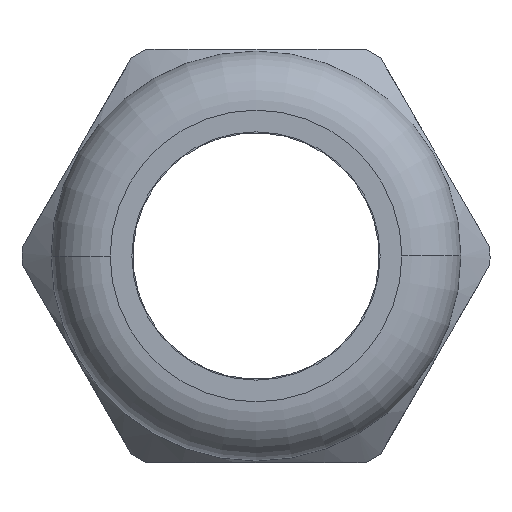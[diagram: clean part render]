
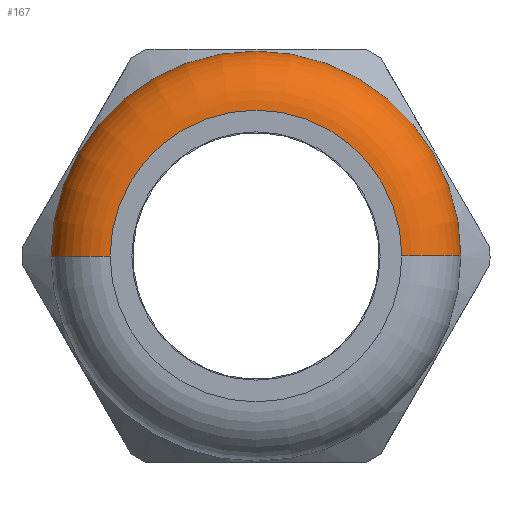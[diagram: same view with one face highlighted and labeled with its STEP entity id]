
A CAD part, left-side view. The second image highlights one B-rep face of the part: STEP entity #167.
In plain terms, the highlighted toroidal (fillet/blend) face has major radius 14.8 mm and minor radius 6 mm.
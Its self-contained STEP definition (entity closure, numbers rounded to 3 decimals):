
#167 = ADVANCED_FACE ( 'NONE', ( #2406 ), #2397, .T. ) ;
#318 = CARTESIAN_POINT ( 'NONE',  ( 0., 18.5, 0. ) ) ;
#358 = DIRECTION ( 'NONE',  ( 1., 0., 0. ) ) ;
#464 = DIRECTION ( 'NONE',  ( -1., 0., 0. ) ) ;
#659 = VERTEX_POINT ( 'NONE', #6186 ) ;
#874 = CARTESIAN_POINT ( 'NONE',  ( 0., 18.5, 0. ) ) ;
#953 = ORIENTED_EDGE ( 'NONE', *, *, #8634, .T. ) ;
#968 = CIRCLE ( 'NONE', #4340, 14.8 ) ;
#1019 = AXIS2_PLACEMENT_3D ( 'NONE', #9357, #4922, #464 ) ;
#1545 = CIRCLE ( 'NONE', #1019, 6. ) ;
#1600 = DIRECTION ( 'NONE',  ( 1., 0., 0. ) ) ;
#2295 = DIRECTION ( 'NONE',  ( 0., 0., 1. ) ) ;
#2397 = TOROIDAL_SURFACE ( 'NONE', #9459, 14.8, 6. ) ;
#2406 = FACE_OUTER_BOUND ( 'NONE', #4040, .T. ) ;
#2572 = CARTESIAN_POINT ( 'NONE',  ( -20.8, 18.5, 0. ) ) ;
#2895 = EDGE_CURVE ( 'NONE', #659, #3248, #1545, .T. ) ;
#3207 = EDGE_CURVE ( 'NONE', #659, #6422, #968, .T. ) ;
#3248 = VERTEX_POINT ( 'NONE', #5585 ) ;
#3272 = DIRECTION ( 'NONE',  ( 0., -1., 0. ) ) ;
#4040 = EDGE_LOOP ( 'NONE', ( #8528, #953, #8021, #7035 ) ) ;
#4114 = EDGE_CURVE ( 'NONE', #3248, #5700, #6783, .T. ) ;
#4340 = AXIS2_PLACEMENT_3D ( 'NONE', #9253, #4815, #358 ) ;
#4815 = DIRECTION ( 'NONE',  ( 0., -1., 0. ) ) ;
#4922 = DIRECTION ( 'NONE',  ( 0., 0., -1. ) ) ;
#5339 = CIRCLE ( 'NONE', #7222, 6. ) ;
#5585 = CARTESIAN_POINT ( 'NONE',  ( 20.8, 18.5, 0. ) ) ;
#5700 = VERTEX_POINT ( 'NONE', #2572 ) ;
#6071 = DIRECTION ( 'NONE',  ( 0., -1., 0. ) ) ;
#6186 = CARTESIAN_POINT ( 'NONE',  ( 14.8, 24.5, 0. ) ) ;
#6422 = VERTEX_POINT ( 'NONE', #6517 ) ;
#6517 = CARTESIAN_POINT ( 'NONE',  ( -14.8, 24.5, 0. ) ) ;
#6770 = CARTESIAN_POINT ( 'NONE',  ( -14.8, 18.5, 0. ) ) ;
#6783 = CIRCLE ( 'NONE', #8245, 20.8 ) ;
#6851 = DIRECTION ( 'NONE',  ( 1., 0., 0. ) ) ;
#7035 = ORIENTED_EDGE ( 'NONE', *, *, #2895, .F. ) ;
#7222 = AXIS2_PLACEMENT_3D ( 'NONE', #6770, #2295, #7504 ) ;
#7504 = DIRECTION ( 'NONE',  ( 1., 0., 0. ) ) ;
#8021 = ORIENTED_EDGE ( 'NONE', *, *, #4114, .F. ) ;
#8245 = AXIS2_PLACEMENT_3D ( 'NONE', #874, #6071, #1600 ) ;
#8528 = ORIENTED_EDGE ( 'NONE', *, *, #3207, .T. ) ;
#8634 = EDGE_CURVE ( 'NONE', #6422, #5700, #5339, .T. ) ;
#9253 = CARTESIAN_POINT ( 'NONE',  ( 0., 24.5, 0. ) ) ;
#9357 = CARTESIAN_POINT ( 'NONE',  ( 14.8, 18.5, 0. ) ) ;
#9459 = AXIS2_PLACEMENT_3D ( 'NONE', #318, #3272, #6851 ) ;
